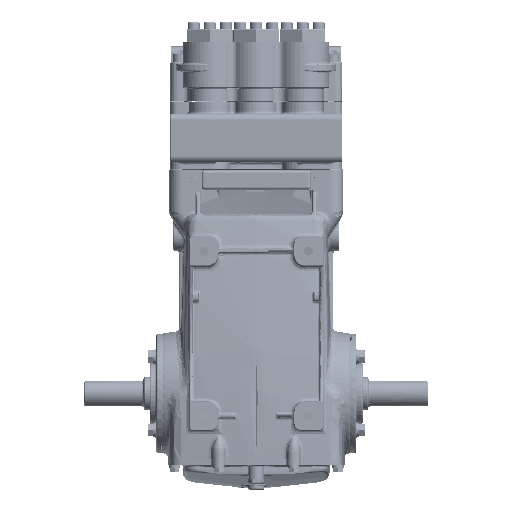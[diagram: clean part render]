
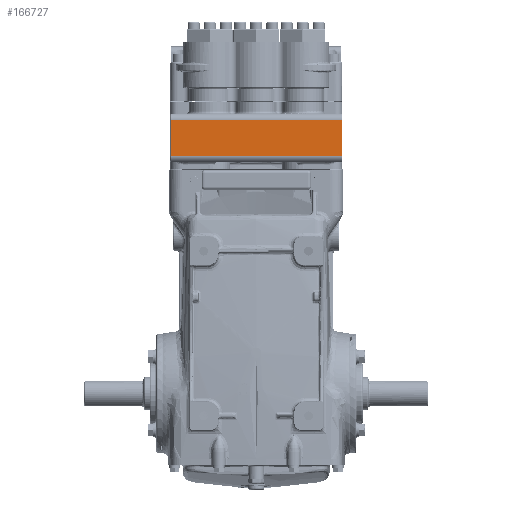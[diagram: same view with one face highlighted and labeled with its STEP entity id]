
A CAD part, front view. The second image highlights one B-rep face of the part: STEP entity #166727.
In plain terms, the highlighted planar face has unit normal (0, -1, 0).
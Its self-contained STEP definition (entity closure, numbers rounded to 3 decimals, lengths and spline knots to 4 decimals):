
#3174 = CARTESIAN_POINT ( 'NONE',  ( -4.515, -4.4664, 14.3898 ) ) ;
#7895 = FACE_OUTER_BOUND ( 'NONE', #125198, .T. ) ;
#9910 = VERTEX_POINT ( 'NONE', #102081 ) ;
#10407 = VECTOR ( 'NONE', #70663, 39.3701 ) ;
#11486 = VERTEX_POINT ( 'NONE', #134033 ) ;
#13345 = VECTOR ( 'NONE', #50141, 39.3701 ) ;
#13777 = CARTESIAN_POINT ( 'NONE',  ( 4.5, -4.4664, 14.3898 ) ) ;
#18691 = CARTESIAN_POINT ( 'NONE',  ( -4.5, -4.4664, 14.7047 ) ) ;
#20484 = EDGE_CURVE ( 'NONE', #35016, #9910, #60976, .T. ) ;
#22037 = VECTOR ( 'NONE', #152208, 39.3701 ) ;
#35016 = VERTEX_POINT ( 'NONE', #86769 ) ;
#37603 = EDGE_CURVE ( 'NONE', #11486, #35016, #135433, .T. ) ;
#38489 = EDGE_CURVE ( 'NONE', #9910, #87312, #114911, .T. ) ;
#42374 = ORIENTED_EDGE ( 'NONE', *, *, #37603, .T. ) ;
#47110 = DIRECTION ( 'NONE',  ( 0., 0., -1. ) ) ;
#50141 = DIRECTION ( 'NONE',  ( 0., 0., 1. ) ) ;
#55179 = DIRECTION ( 'NONE',  ( -1., 0., 0. ) ) ;
#58519 = ORIENTED_EDGE ( 'NONE', *, *, #20484, .T. ) ;
#59897 = PLANE ( 'NONE',  #137901 ) ;
#60976 = LINE ( 'NONE', #100185, #22037 ) ;
#70663 = DIRECTION ( 'NONE',  ( 0., 0., -1. ) ) ;
#86769 = CARTESIAN_POINT ( 'NONE',  ( -4.5, -4.4664, 12.4606 ) ) ;
#87312 = VERTEX_POINT ( 'NONE', #13777 ) ;
#100101 = ORIENTED_EDGE ( 'NONE', *, *, #127310, .T. ) ;
#100185 = CARTESIAN_POINT ( 'NONE',  ( 4.515, -4.4664, 12.4606 ) ) ;
#102081 = CARTESIAN_POINT ( 'NONE',  ( 4.5, -4.4664, 12.4606 ) ) ;
#111868 = CARTESIAN_POINT ( 'NONE',  ( 4.515, -4.4664, 14.7047 ) ) ;
#114911 = LINE ( 'NONE', #166948, #13345 ) ;
#119961 = LINE ( 'NONE', #3174, #152192 ) ;
#125198 = EDGE_LOOP ( 'NONE', ( #58519, #150693, #100101, #42374 ) ) ;
#127310 = EDGE_CURVE ( 'NONE', #87312, #11486, #119961, .T. ) ;
#134033 = CARTESIAN_POINT ( 'NONE',  ( -4.5, -4.4664, 14.3898 ) ) ;
#135433 = LINE ( 'NONE', #18691, #10407 ) ;
#137901 = AXIS2_PLACEMENT_3D ( 'NONE', #111868, #163930, #47110 ) ;
#150693 = ORIENTED_EDGE ( 'NONE', *, *, #38489, .T. ) ;
#152192 = VECTOR ( 'NONE', #55179, 39.3701 ) ;
#152208 = DIRECTION ( 'NONE',  ( 1., 0., 0. ) ) ;
#163930 = DIRECTION ( 'NONE',  ( 0., -1., 0. ) ) ;
#166727 = ADVANCED_FACE ( 'NONE', ( #7895 ), #59897, .T. ) ;
#166948 = CARTESIAN_POINT ( 'NONE',  ( 4.5, -4.4664, 14.7047 ) ) ;
